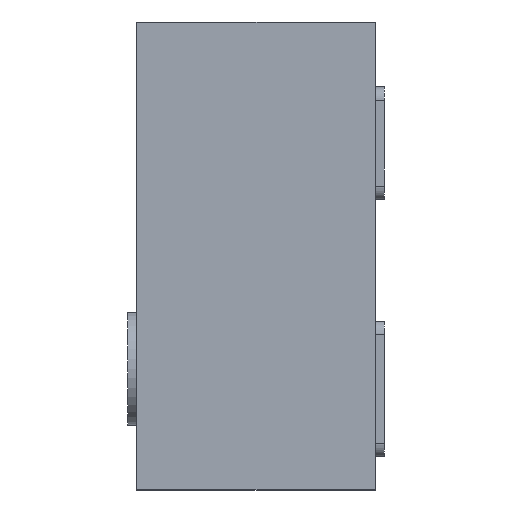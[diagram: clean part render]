
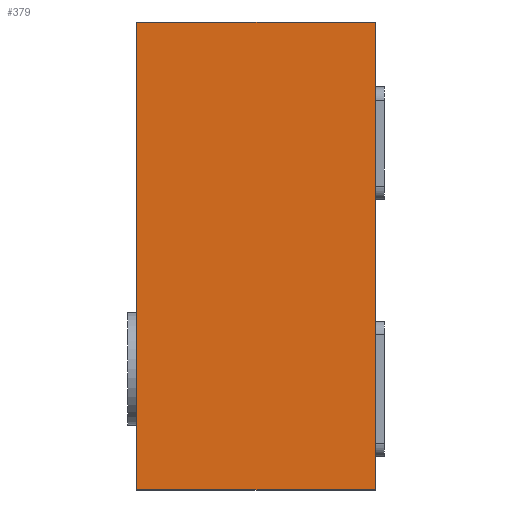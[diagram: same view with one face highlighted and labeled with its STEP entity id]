
A CAD part, left-side view. The second image highlights one B-rep face of the part: STEP entity #379.
In plain terms, the highlighted planar face has unit normal (-1, 0, 0).
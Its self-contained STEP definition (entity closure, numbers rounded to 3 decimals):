
#85 = EDGE_CURVE ( 'NONE', #188, #1577, #333, .T. ) ;
#120 = CARTESIAN_POINT ( 'NONE',  ( -0.519, -0.265, -0.519 ) ) ;
#188 = VERTEX_POINT ( 'NONE', #962 ) ;
#252 = DIRECTION ( 'NONE',  ( 0., 0., -1. ) ) ;
#280 = DIRECTION ( 'NONE',  ( 1., 0., 0. ) ) ;
#333 = LINE ( 'NONE', #358, #635 ) ;
#338 = LINE ( 'NONE', #1272, #472 ) ;
#354 = VERTEX_POINT ( 'NONE', #120 ) ;
#358 = CARTESIAN_POINT ( 'NONE',  ( -0.519, 0.265, 0.519 ) ) ;
#379 = ADVANCED_FACE ( 'NONE', ( #399 ), #1080, .F. ) ;
#399 = FACE_OUTER_BOUND ( 'NONE', #1472, .T. ) ;
#461 = CARTESIAN_POINT ( 'NONE',  ( -0.519, 0.265, 0.519 ) ) ;
#472 = VECTOR ( 'NONE', #621, 1000. ) ;
#569 = LINE ( 'NONE', #980, #1115 ) ;
#615 = CARTESIAN_POINT ( 'NONE',  ( -0.519, 0.265, -0.519 ) ) ;
#619 = DIRECTION ( 'NONE',  ( 0., 0., 1. ) ) ;
#621 = DIRECTION ( 'NONE',  ( 0., -1., 0. ) ) ;
#635 = VECTOR ( 'NONE', #1448, 1000. ) ;
#691 = CARTESIAN_POINT ( 'NONE',  ( -0.519, 0.265, 0.519 ) ) ;
#748 = DIRECTION ( 'NONE',  ( 0., -1., 0. ) ) ;
#852 = ORIENTED_EDGE ( 'NONE', *, *, #1204, .F. ) ;
#962 = CARTESIAN_POINT ( 'NONE',  ( -0.519, 0.265, -0.519 ) ) ;
#980 = CARTESIAN_POINT ( 'NONE',  ( -0.519, -0.265, 0.519 ) ) ;
#987 = ORIENTED_EDGE ( 'NONE', *, *, #1644, .T. ) ;
#1025 = ORIENTED_EDGE ( 'NONE', *, *, #1189, .T. ) ;
#1080 = PLANE ( 'NONE',  #1604 ) ;
#1115 = VECTOR ( 'NONE', #619, 1000. ) ;
#1189 = EDGE_CURVE ( 'NONE', #188, #354, #1440, .T. ) ;
#1204 = EDGE_CURVE ( 'NONE', #1577, #1451, #338, .T. ) ;
#1272 = CARTESIAN_POINT ( 'NONE',  ( -0.519, 0.265, 0.519 ) ) ;
#1440 = LINE ( 'NONE', #615, #1641 ) ;
#1448 = DIRECTION ( 'NONE',  ( 0., 0., 1. ) ) ;
#1451 = VERTEX_POINT ( 'NONE', #1610 ) ;
#1472 = EDGE_LOOP ( 'NONE', ( #987, #852, #1584, #1025 ) ) ;
#1577 = VERTEX_POINT ( 'NONE', #461 ) ;
#1584 = ORIENTED_EDGE ( 'NONE', *, *, #85, .F. ) ;
#1604 = AXIS2_PLACEMENT_3D ( 'NONE', #691, #280, #252 ) ;
#1610 = CARTESIAN_POINT ( 'NONE',  ( -0.519, -0.265, 0.519 ) ) ;
#1641 = VECTOR ( 'NONE', #748, 1000. ) ;
#1644 = EDGE_CURVE ( 'NONE', #354, #1451, #569, .T. ) ;
